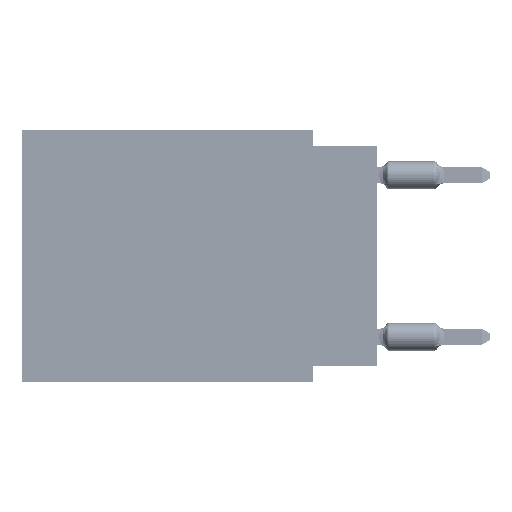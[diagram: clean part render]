
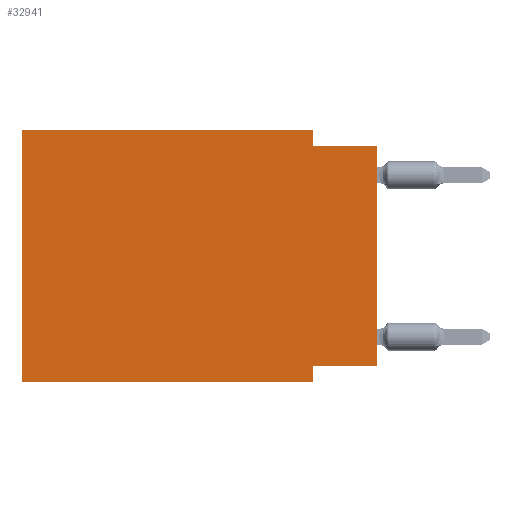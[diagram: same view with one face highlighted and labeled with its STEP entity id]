
A CAD part, left-side view. The second image highlights one B-rep face of the part: STEP entity #32941.
In plain terms, the highlighted planar face has unit normal (-1, 0, 0).
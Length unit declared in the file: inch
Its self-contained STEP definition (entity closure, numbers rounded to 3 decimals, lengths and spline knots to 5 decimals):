
#241 = CARTESIAN_POINT ( 'NONE',  ( 0., 0.55, 0. ) ) ;
#623 = CARTESIAN_POINT ( 'NONE',  ( 0., 0., -0.365 ) ) ;
#1704 = VECTOR ( 'NONE', #71981, 39.37008 ) ;
#2461 = CARTESIAN_POINT ( 'NONE',  ( 0., 0.1, -0.365 ) ) ;
#3638 = PLANE ( 'NONE',  #62082 ) ;
#6090 = DIRECTION ( 'NONE',  ( 0., 0., 1. ) ) ;
#6574 = VECTOR ( 'NONE', #6090, 39.37008 ) ;
#7527 = CARTESIAN_POINT ( 'NONE',  ( 0., 0.1, 0. ) ) ;
#7613 = LINE ( 'NONE', #33235, #30737 ) ;
#8400 = ORIENTED_EDGE ( 'NONE', *, *, #44394, .F. ) ;
#9479 = ORIENTED_EDGE ( 'NONE', *, *, #18035, .T. ) ;
#10542 = EDGE_LOOP ( 'NONE', ( #56743, #29951, #44047, #68719, #8400, #9479, #36350, #30989 ) ) ;
#11053 = VERTEX_POINT ( 'NONE', #623 ) ;
#11903 = EDGE_CURVE ( 'NONE', #78300, #31236, #30207, .T. ) ;
#12557 = DIRECTION ( 'NONE',  ( 0., -1., 0. ) ) ;
#14005 = DIRECTION ( 'NONE',  ( 0., -1., 0. ) ) ;
#18035 = EDGE_CURVE ( 'NONE', #24314, #28638, #43049, .T. ) ;
#18612 = CARTESIAN_POINT ( 'NONE',  ( 0., 0.55, -0.39 ) ) ;
#24314 = VERTEX_POINT ( 'NONE', #18612 ) ;
#28638 = VERTEX_POINT ( 'NONE', #65853 ) ;
#29247 = DIRECTION ( 'NONE',  ( 1., 0., 0. ) ) ;
#29687 = EDGE_CURVE ( 'NONE', #54259, #42109, #35817, .T. ) ;
#29951 = ORIENTED_EDGE ( 'NONE', *, *, #29687, .F. ) ;
#30207 = LINE ( 'NONE', #44083, #53780 ) ;
#30737 = VECTOR ( 'NONE', #63958, 39.37008 ) ;
#30989 = ORIENTED_EDGE ( 'NONE', *, *, #66468, .F. ) ;
#31236 = VERTEX_POINT ( 'NONE', #7527 ) ;
#31889 = CARTESIAN_POINT ( 'NONE',  ( 0., 0., -0.365 ) ) ;
#32272 = DIRECTION ( 'NONE',  ( 0., 0., -1. ) ) ;
#32941 = ADVANCED_FACE ( 'NONE', ( #61201 ), #3638, .F. ) ;
#33235 = CARTESIAN_POINT ( 'NONE',  ( 0., 0., 0. ) ) ;
#34153 = CARTESIAN_POINT ( 'NONE',  ( 0., 0.1, 0. ) ) ;
#35817 = LINE ( 'NONE', #55961, #72598 ) ;
#36350 = ORIENTED_EDGE ( 'NONE', *, *, #68936, .F. ) ;
#36884 = CARTESIAN_POINT ( 'NONE',  ( 0., 0., -0.025 ) ) ;
#39678 = VECTOR ( 'NONE', #14005, 39.37008 ) ;
#40097 = VECTOR ( 'NONE', #76021, 39.37008 ) ;
#40459 = LINE ( 'NONE', #34153, #1704 ) ;
#42109 = VERTEX_POINT ( 'NONE', #36884 ) ;
#43049 = LINE ( 'NONE', #70750, #39678 ) ;
#44047 = ORIENTED_EDGE ( 'NONE', *, *, #77820, .F. ) ;
#44083 = CARTESIAN_POINT ( 'NONE',  ( 0., 0.55, 0. ) ) ;
#44394 = EDGE_CURVE ( 'NONE', #24314, #78300, #45593, .T. ) ;
#44884 = CARTESIAN_POINT ( 'NONE',  ( 0., 0.1, -0.39 ) ) ;
#45593 = LINE ( 'NONE', #241, #6574 ) ;
#49660 = DIRECTION ( 'NONE',  ( 0., -1., 0. ) ) ;
#50353 = LINE ( 'NONE', #44884, #82584 ) ;
#50386 = LINE ( 'NONE', #31889, #40097 ) ;
#53439 = VERTEX_POINT ( 'NONE', #2461 ) ;
#53780 = VECTOR ( 'NONE', #12557, 39.37008 ) ;
#54259 = VERTEX_POINT ( 'NONE', #80411 ) ;
#55961 = CARTESIAN_POINT ( 'NONE',  ( 0., 0., -0.025 ) ) ;
#56743 = ORIENTED_EDGE ( 'NONE', *, *, #65940, .T. ) ;
#60539 = CARTESIAN_POINT ( 'NONE',  ( 0., 0.55, 0. ) ) ;
#60787 = CARTESIAN_POINT ( 'NONE',  ( 0., 0.55, 0. ) ) ;
#61201 = FACE_OUTER_BOUND ( 'NONE', #10542, .T. ) ;
#62027 = DIRECTION ( 'NONE',  ( 0., 0., -1. ) ) ;
#62082 = AXIS2_PLACEMENT_3D ( 'NONE', #60787, #29247, #62027 ) ;
#63958 = DIRECTION ( 'NONE',  ( 0., 0., 1. ) ) ;
#65853 = CARTESIAN_POINT ( 'NONE',  ( 0., 0.1, -0.39 ) ) ;
#65940 = EDGE_CURVE ( 'NONE', #11053, #42109, #7613, .T. ) ;
#66468 = EDGE_CURVE ( 'NONE', #11053, #53439, #50386, .T. ) ;
#68719 = ORIENTED_EDGE ( 'NONE', *, *, #11903, .F. ) ;
#68936 = EDGE_CURVE ( 'NONE', #53439, #28638, #50353, .T. ) ;
#70750 = CARTESIAN_POINT ( 'NONE',  ( 0., 0.55, -0.39 ) ) ;
#71981 = DIRECTION ( 'NONE',  ( 0., 0., -1. ) ) ;
#72598 = VECTOR ( 'NONE', #49660, 39.37008 ) ;
#76021 = DIRECTION ( 'NONE',  ( 0., 1., 0. ) ) ;
#77820 = EDGE_CURVE ( 'NONE', #31236, #54259, #40459, .T. ) ;
#78300 = VERTEX_POINT ( 'NONE', #60539 ) ;
#80411 = CARTESIAN_POINT ( 'NONE',  ( 0., 0.1, -0.025 ) ) ;
#82584 = VECTOR ( 'NONE', #32272, 39.37008 ) ;
